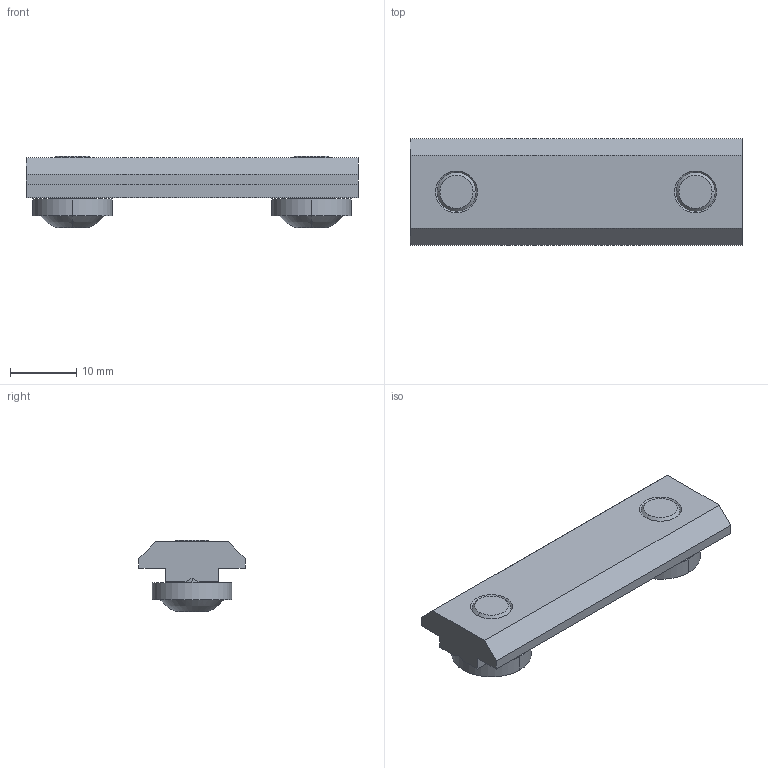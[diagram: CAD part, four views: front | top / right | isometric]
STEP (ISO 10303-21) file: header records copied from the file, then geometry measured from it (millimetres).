
FILE_DESCRIPTION(('STEP AP214'),'1');
FILE_NAME('cctmp_ED8C809A-0600-49F8-A364-6FBD1149EBB1_2020_1_15_7_44_1_237..stp','2020-01-15T06:44:01',('Bosch Rexroth AG'),('CADClick - www.CADClick.com'),'Spatial InterOp 3D',' ','unknown authorization - (Healing Option Enabled)');
FILE_SCHEMA(('AUTOMOTIVE_DESIGN'));
Length unit declared in the file: millimetre
Products named in the file (1): 2020_01_15__07-44-01-237
Bounding box: 50 x 16 x 10.7 mm (x, y, z)
Volume: 4348.9 mm3; surface area: 2987.6 mm2
Topology: 1 solids, 1 shells, 75 faces, 191 edges, 128 vertices
Faces by surface type: plane 43, cone 16, cylinder 12, sphere 4
Entity records: 2931 total; most frequent: DIRECTION 429, CARTESIAN_POINT 395, ORIENTED_EDGE 382, EDGE_CURVE 191, AXIS2_PLACEMENT_3D 162, VERTEX_POINT 128, LINE 105, VECTOR 105
